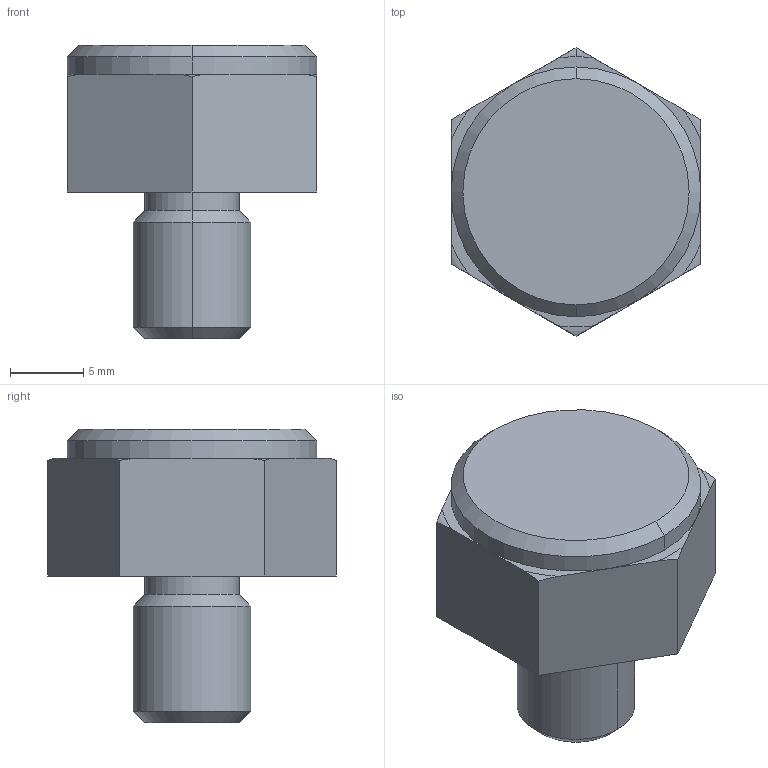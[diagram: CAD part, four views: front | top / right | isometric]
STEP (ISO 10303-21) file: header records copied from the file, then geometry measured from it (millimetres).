
FILE_DESCRIPTION (( 'STEP AP203' ), '1' );
FILE_NAME ('bj811-08010-f.STEP', '2021-10-25T00:30:54', ( '' ), ( '' ), 'SwSTEP 2.0', 'SolidWorks 2020', '' );
FILE_SCHEMA (( 'CONFIG_CONTROL_DESIGN' ));
Length unit declared in the file: millimetre
Products named in the file (1): bj811-08010-f
Bounding box: 17 x 19.63 x 20 mm (x, y, z)
Volume: 2904.6 mm3; surface area: 1308 mm2
Topology: 1 solids, 1 shells, 34 faces, 78 edges, 47 vertices
Faces by surface type: plane 15, torus 7, cylinder 6, cone 6
Entity records: 1049 total; most frequent: CARTESIAN_POINT 204, DIRECTION 166, ORIENTED_EDGE 156, EDGE_CURVE 78, AXIS2_PLACEMENT_3D 65, VERTEX_POINT 47, LINE 36, VECTOR 36
